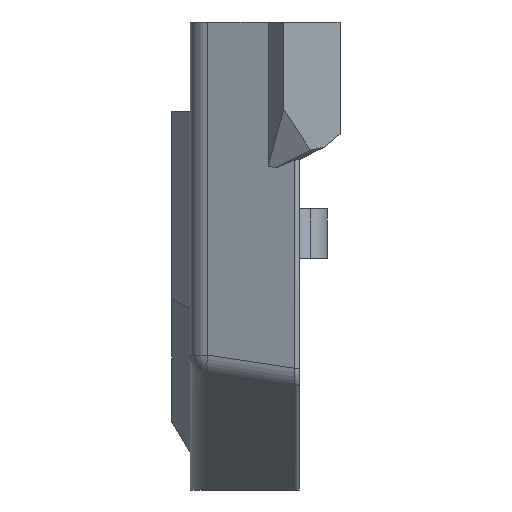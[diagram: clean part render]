
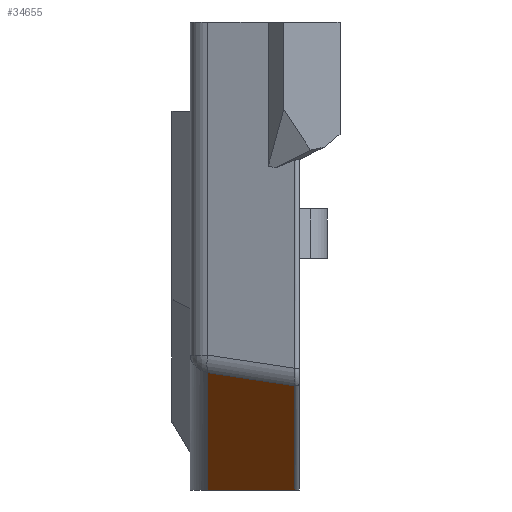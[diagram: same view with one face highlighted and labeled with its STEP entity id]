
A CAD part, left-side view. The second image highlights one B-rep face of the part: STEP entity #34655.
In plain terms, the highlighted planar face has unit normal (-0.664, 0.342, -0.664).
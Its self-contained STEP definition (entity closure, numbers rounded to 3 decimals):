
#1431 = PLANE('',#1432);
#1432 = AXIS2_PLACEMENT_3D('',#1433,#1434,#1435);
#1433 = CARTESIAN_POINT('',(0.,19.25,-141.5)
  );
#1434 = DIRECTION('',(0.,0.,-1.));
#1435 = DIRECTION('',(0.,-1.,0.));
#20694 = CYLINDRICAL_SURFACE('',#20695,1.);
#20695 = AXIS2_PLACEMENT_3D('',#20696,#20697,#20698);
#20696 = CARTESIAN_POINT('',(-88.288,1.5,-109.192));
#20697 = DIRECTION('',(0.707,0.,-0.707
    ));
#20698 = DIRECTION('',(0.,-1.,0.));
#21351 = CYLINDRICAL_SURFACE('',#21352,8.);
#21352 = AXIS2_PLACEMENT_3D('',#21353,#21354,#21355);
#21353 = CARTESIAN_POINT('',(-84.13,-2.643,
    -104.947));
#21354 = DIRECTION('',(0.339,0.93,0.14));
#21355 = DIRECTION('',(-0.94,0.342,0.
    ));
#21594 = CYLINDRICAL_SURFACE('',#21595,8.);
#21595 = AXIS2_PLACEMENT_3D('',#21596,#21597,#21598);
#21596 = CARTESIAN_POINT('',(-75.528,25.5,-99.064));
#21597 = DIRECTION('',(0.707,0.,-0.707
    ));
#21598 = DIRECTION('',(-0.664,0.342,-0.664));
#23451 = VERTEX_POINT('',#23452);
#23452 = CARTESIAN_POINT('',(-57.309,1.842,-141.5));
#23480 = EDGE_CURVE('',#23451,#23481,#23483,.T.);
#23481 = VERTEX_POINT('',#23482);
#23482 = CARTESIAN_POINT('',(-43.723,28.236,-141.5));
#23483 = SURFACE_CURVE('',#23484,(#23488,#23495),.PCURVE_S1.);
#23484 = LINE('',#23485,#23486);
#23485 = CARTESIAN_POINT('',(-61.508,-6.316,-141.5));
#23486 = VECTOR('',#23487,1.);
#23487 = DIRECTION('',(0.458,0.889,0.)
  );
#23488 = PCURVE('',#1431,#23489);
#23489 = DEFINITIONAL_REPRESENTATION('',(#23490),#23494);
#23490 = LINE('',#23491,#23492);
#23491 = CARTESIAN_POINT('',(25.566,61.508));
#23492 = VECTOR('',#23493,1.);
#23493 = DIRECTION('',(-0.889,-0.458));
#23494 = ( GEOMETRIC_REPRESENTATION_CONTEXT(2) 
PARAMETRIC_REPRESENTATION_CONTEXT() REPRESENTATION_CONTEXT('2D SPACE',''
  ) );
#23495 = PCURVE('',#23496,#23501);
#23496 = PLANE('',#23497);
#23497 = AXIS2_PLACEMENT_3D('',#23498,#23499,#23500);
#23498 = CARTESIAN_POINT('',(-91.5,0.5,-108.));
#23499 = DIRECTION('',(-0.664,0.342,-0.664));
#23500 = DIRECTION('',(0.707,0.,-0.707
    ));
#23501 = DEFINITIONAL_REPRESENTATION('',(#23502),#23506);
#23502 = LINE('',#23503,#23504);
#23503 = CARTESIAN_POINT('',(44.895,7.253));
#23504 = VECTOR('',#23505,1.);
#23505 = DIRECTION('',(0.324,-0.946));
#23506 = ( GEOMETRIC_REPRESENTATION_CONTEXT(2) 
PARAMETRIC_REPRESENTATION_CONTEXT() REPRESENTATION_CONTEXT('2D SPACE',''
  ) );
#32384 = VERTEX_POINT('',#32385);
#32385 = CARTESIAN_POINT('',(-88.81,1.842,
    -110.));
#32415 = EDGE_CURVE('',#32384,#23451,#32416,.T.);
#32416 = SURFACE_CURVE('',#32417,(#32421,#32428),.PCURVE_S1.);
#32417 = LINE('',#32418,#32419);
#32418 = CARTESIAN_POINT('',(-88.953,1.842,
    -109.856));
#32419 = VECTOR('',#32420,1.);
#32420 = DIRECTION('',(0.707,0.,-0.707
    ));
#32421 = PCURVE('',#20694,#32422);
#32422 = DEFINITIONAL_REPRESENTATION('',(#32423),#32427);
#32423 = LINE('',#32424,#32425);
#32424 = CARTESIAN_POINT('',(1.92,0.));
#32425 = VECTOR('',#32426,1.);
#32426 = DIRECTION('',(0.,1.));
#32427 = ( GEOMETRIC_REPRESENTATION_CONTEXT(2) 
PARAMETRIC_REPRESENTATION_CONTEXT() REPRESENTATION_CONTEXT('2D SPACE',''
  ) );
#32428 = PCURVE('',#23496,#32429);
#32429 = DEFINITIONAL_REPRESENTATION('',(#32430),#32434);
#32430 = LINE('',#32431,#32432);
#32431 = CARTESIAN_POINT('',(3.114,-1.428));
#32432 = VECTOR('',#32433,1.);
#32433 = DIRECTION('',(1.,0.));
#32434 = ( GEOMETRIC_REPRESENTATION_CONTEXT(2) 
PARAMETRIC_REPRESENTATION_CONTEXT() REPRESENTATION_CONTEXT('2D SPACE',''
  ) );
#32900 = EDGE_CURVE('',#32384,#32901,#32903,.T.);
#32901 = VERTEX_POINT('',#32902);
#32902 = CARTESIAN_POINT('',(-79.203,28.236,
    -106.02));
#32903 = SURFACE_CURVE('',#32904,(#32908,#32915),.PCURVE_S1.);
#32904 = LINE('',#32905,#32906);
#32905 = CARTESIAN_POINT('',(-89.446,0.094,
    -110.263));
#32906 = VECTOR('',#32907,1.);
#32907 = DIRECTION('',(0.339,0.93,0.14));
#32908 = PCURVE('',#21351,#32909);
#32909 = DEFINITIONAL_REPRESENTATION('',(#32910),#32914);
#32910 = LINE('',#32911,#32912);
#32911 = CARTESIAN_POINT('',(-0.736,0.));
#32912 = VECTOR('',#32913,1.);
#32913 = DIRECTION('',(-0.,1.));
#32914 = ( GEOMETRIC_REPRESENTATION_CONTEXT(2) 
PARAMETRIC_REPRESENTATION_CONTEXT() REPRESENTATION_CONTEXT('2D SPACE',''
  ) );
#32915 = PCURVE('',#23496,#32916);
#32916 = DEFINITIONAL_REPRESENTATION('',(#32917),#32921);
#32917 = LINE('',#32918,#32919);
#32918 = CARTESIAN_POINT('',(3.053,0.432));
#32919 = VECTOR('',#32920,1.);
#32920 = DIRECTION('',(0.14,-0.99));
#32921 = ( GEOMETRIC_REPRESENTATION_CONTEXT(2) 
PARAMETRIC_REPRESENTATION_CONTEXT() REPRESENTATION_CONTEXT('2D SPACE',''
  ) );
#33034 = EDGE_CURVE('',#32901,#23481,#33035,.T.);
#33035 = SURFACE_CURVE('',#33036,(#33040,#33047),.PCURVE_S1.);
#33036 = LINE('',#33037,#33038);
#33037 = CARTESIAN_POINT('',(-80.844,28.236,
    -104.38));
#33038 = VECTOR('',#33039,1.);
#33039 = DIRECTION('',(0.707,0.,-0.707
    ));
#33040 = PCURVE('',#21594,#33041);
#33041 = DEFINITIONAL_REPRESENTATION('',(#33042),#33046);
#33042 = LINE('',#33043,#33044);
#33043 = CARTESIAN_POINT('',(0.,0.));
#33044 = VECTOR('',#33045,1.);
#33045 = DIRECTION('',(0.,1.));
#33046 = ( GEOMETRIC_REPRESENTATION_CONTEXT(2) 
PARAMETRIC_REPRESENTATION_CONTEXT() REPRESENTATION_CONTEXT('2D SPACE',''
  ) );
#33047 = PCURVE('',#23496,#33048);
#33048 = DEFINITIONAL_REPRESENTATION('',(#33049),#33053);
#33049 = LINE('',#33050,#33051);
#33050 = CARTESIAN_POINT('',(4.975,-29.516));
#33051 = VECTOR('',#33052,1.);
#33052 = DIRECTION('',(1.,0.));
#33053 = ( GEOMETRIC_REPRESENTATION_CONTEXT(2) 
PARAMETRIC_REPRESENTATION_CONTEXT() REPRESENTATION_CONTEXT('2D SPACE',''
  ) );
#34655 = ADVANCED_FACE('',(#34656),#23496,.T.);
#34656 = FACE_BOUND('',#34657,.T.);
#34657 = EDGE_LOOP('',(#34658,#34659,#34660,#34661));
#34658 = ORIENTED_EDGE('',*,*,#23480,.F.);
#34659 = ORIENTED_EDGE('',*,*,#32415,.F.);
#34660 = ORIENTED_EDGE('',*,*,#32900,.T.);
#34661 = ORIENTED_EDGE('',*,*,#33034,.T.);
